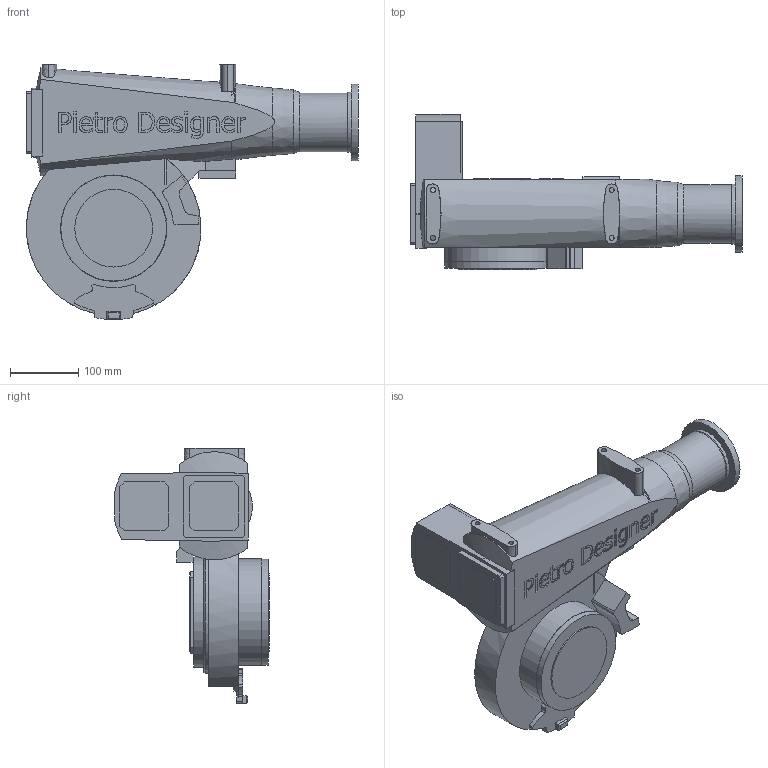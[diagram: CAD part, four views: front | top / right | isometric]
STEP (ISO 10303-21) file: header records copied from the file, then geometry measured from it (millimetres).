
FILE_DESCRIPTION(/* description */ (''),/* implementation_level */ '2;1');
FILE_NAME(/* name */ 'KR6-2 Achse 3_ipt_322c9df4.STEP',/* time_stamp */ '2016-12-11T12:29:27-08:00',/* author */ ('Pietro'),/* organization */ (''),/* preprocessor_version */ 'ST-DEVELOPER v16.5',/* originating_system */ 'Autodesk Inventor 2017',/* authorisation */ '');
FILE_SCHEMA (('AUTOMOTIVE_DESIGN { 1 0 10303 214 3 1 1 }'));
Length unit declared in the file: millimetre
Products named in the file (1): KR6-2 Achse 3
Bounding box: 486.5 x 227 x 373.97 mm (x, y, z)
Volume: 9089940.7 mm3; surface area: 415285.8 mm2
Topology: 1 solids, 1 shells, 575 faces, 1552 edges, 1033 vertices
Faces by surface type: plane 341, bspline 180, cylinder 41, cone 13
Full cylindrical faces by diameter (mm): 7.3 x4, 86 x1, 88 x1, 112 x1, 114 x1, 155 x1, 156 x1, 160.7 x1
Entity records: 20121 total; most frequent: CARTESIAN_POINT 6517, ORIENTED_EDGE 3104, DIRECTION 2052, EDGE_CURVE 1552, VERTEX_POINT 1033, LINE 1028, VECTOR 1028, EDGE_LOOP 629
